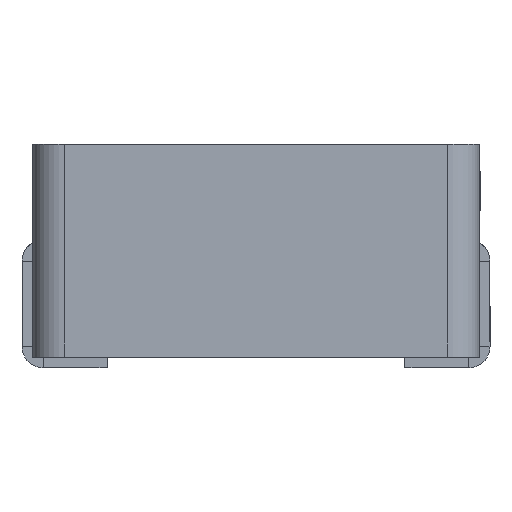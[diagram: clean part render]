
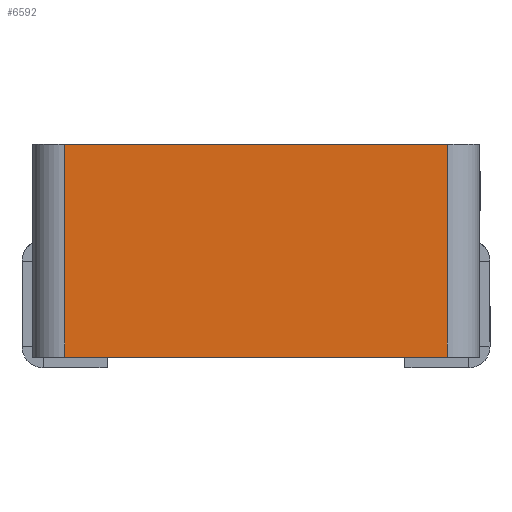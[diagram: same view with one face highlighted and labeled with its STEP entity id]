
A CAD part, front view. The second image highlights one B-rep face of the part: STEP entity #6592.
In plain terms, the highlighted planar face has unit normal (0, -1, 0).
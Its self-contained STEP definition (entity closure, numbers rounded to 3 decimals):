
#340 = CARTESIAN_POINT ( 'NONE',  ( 1.8, -2.1, 0.1 ) ) ;
#1443 = LINE ( 'NONE', #15604, #15185 ) ;
#1661 = CARTESIAN_POINT ( 'NONE',  ( -1.8, -2.1, 2.1 ) ) ;
#2435 = EDGE_CURVE ( 'NONE', #7732, #14631, #18392, .T. ) ;
#2436 = VECTOR ( 'NONE', #3406, 1000. ) ;
#2624 = CARTESIAN_POINT ( 'NONE',  ( -1.8, -2.1, 2.1 ) ) ;
#3406 = DIRECTION ( 'NONE',  ( 0., 0., 1. ) ) ;
#4062 = EDGE_CURVE ( 'NONE', #12823, #17451, #1443, .T. ) ;
#4138 = LINE ( 'NONE', #2624, #6263 ) ;
#4762 = DIRECTION ( 'NONE',  ( 1., 0., 0. ) ) ;
#5595 = ORIENTED_EDGE ( 'NONE', *, *, #4062, .F. ) ;
#6260 = DIRECTION ( 'NONE',  ( 0., 0., 1. ) ) ;
#6263 = VECTOR ( 'NONE', #14743, 1000. ) ;
#6592 = ADVANCED_FACE ( 'NONE', ( #16814 ), #16922, .F. ) ;
#7732 = VERTEX_POINT ( 'NONE', #11224 ) ;
#7757 = ORIENTED_EDGE ( 'NONE', *, *, #2435, .T. ) ;
#7856 = CARTESIAN_POINT ( 'NONE',  ( -2.1, -2.1, 2.1 ) ) ;
#8464 = EDGE_CURVE ( 'NONE', #12823, #7732, #4138, .T. ) ;
#8668 = EDGE_CURVE ( 'NONE', #14631, #17451, #14019, .T. ) ;
#9135 = CARTESIAN_POINT ( 'NONE',  ( 1.8, -2.1, 2.1 ) ) ;
#10794 = VECTOR ( 'NONE', #11899, 1000. ) ;
#11044 = DIRECTION ( 'NONE',  ( 0., 1., 0. ) ) ;
#11224 = CARTESIAN_POINT ( 'NONE',  ( -1.8, -2.1, 0.1 ) ) ;
#11899 = DIRECTION ( 'NONE',  ( 1., 0., 0. ) ) ;
#12823 = VERTEX_POINT ( 'NONE', #1661 ) ;
#13886 = EDGE_LOOP ( 'NONE', ( #7757, #14001, #5595, #17277 ) ) ;
#14001 = ORIENTED_EDGE ( 'NONE', *, *, #8668, .T. ) ;
#14019 = LINE ( 'NONE', #18375, #2436 ) ;
#14631 = VERTEX_POINT ( 'NONE', #340 ) ;
#14743 = DIRECTION ( 'NONE',  ( 0., 0., -1. ) ) ;
#15185 = VECTOR ( 'NONE', #4762, 1000. ) ;
#15604 = CARTESIAN_POINT ( 'NONE',  ( -2.1, -2.1, 2.1 ) ) ;
#16666 = CARTESIAN_POINT ( 'NONE',  ( -2.1, -2.1, 0.1 ) ) ;
#16814 = FACE_OUTER_BOUND ( 'NONE', #13886, .T. ) ;
#16922 = PLANE ( 'NONE',  #19575 ) ;
#17277 = ORIENTED_EDGE ( 'NONE', *, *, #8464, .T. ) ;
#17451 = VERTEX_POINT ( 'NONE', #9135 ) ;
#18375 = CARTESIAN_POINT ( 'NONE',  ( 1.8, -2.1, 2.1 ) ) ;
#18392 = LINE ( 'NONE', #16666, #10794 ) ;
#19575 = AXIS2_PLACEMENT_3D ( 'NONE', #7856, #11044, #6260 ) ;
